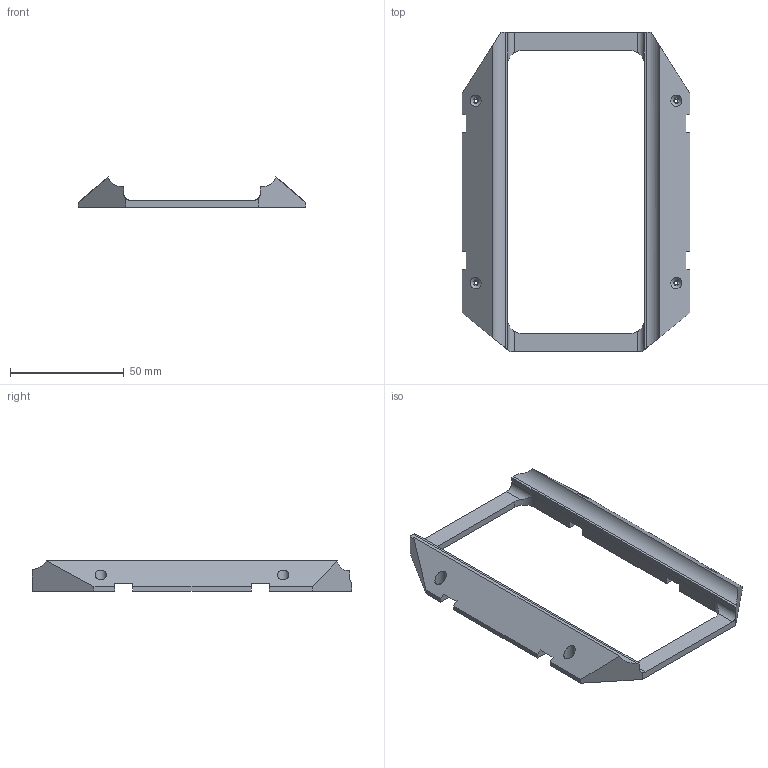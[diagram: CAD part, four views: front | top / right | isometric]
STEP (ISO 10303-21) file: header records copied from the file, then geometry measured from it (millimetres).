
FILE_DESCRIPTION(('FreeCAD Model'),'2;1');
FILE_NAME('top-cover-no-fillet.step' ,'2022-11-09T23:14:31',('Author'),(''), 'Open CASCADE STEP processor 7.3','FreeCAD','Unknown');
FILE_SCHEMA(('AUTOMOTIVE_DESIGN { 1 0 10303 214 1 1 1 1 }'));
Length unit declared in the file: millimetre
Products named in the file (1): Cut
Bounding box: 100 x 140 x 13.34 mm (x, y, z)
Volume: 42055.5 mm3; surface area: 18028.8 mm2
Topology: 1 solids, 1 shells, 70 faces, 186 edges, 120 vertices
Faces by surface type: plane 48, cylinder 18, cone 4
Full cylindrical faces by diameter (mm): 1.5 x4, 5 x4
Entity records: 6098 total; most frequent: CARTESIAN_POINT 2027, DIRECTION 606, ORIENTED_EDGE 372, PCURVE 372, DEFINITIONAL_REPRESENTATION 372, LINE 354, VECTOR 354, EDGE_CURVE 186
